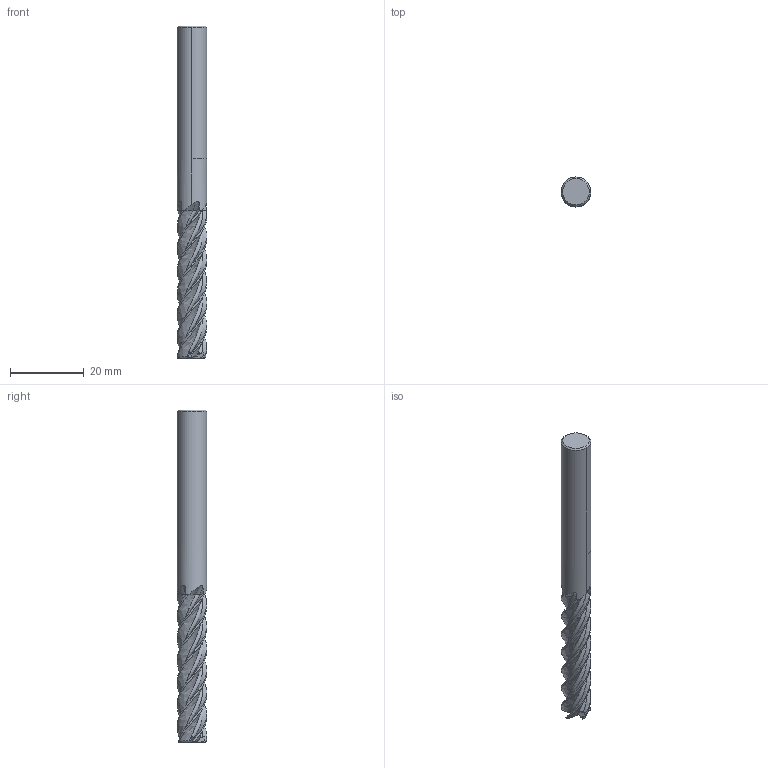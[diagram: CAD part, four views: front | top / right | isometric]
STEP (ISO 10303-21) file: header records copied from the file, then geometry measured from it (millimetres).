
FILE_DESCRIPTION(('no description'),'unknown implementation level');
FILE_NAME('EXPK1-M03-0133-8-Detail.stp',' ',('CIMSOURCE GmbH'),('CADClick - KiM GmbH - www.kimweb.de'),'unknown preprocess','ACIS','unknown authorization');
FILE_SCHEMA(('automotive_design'));
Length unit declared in the file: millimetre
Products named in the file (2): NOCUT; CUT
Bounding box: 8 x 8 x 90 mm (x, y, z)
Volume: 3601.8 mm3; surface area: 2705.4 mm2
Topology: 2 solids, 2 shells, 104 faces, 293 edges, 194 vertices
Faces by surface type: plane 29, bspline 25, cone 21, revolution 20, torus 5, cylinder 4
Entity records: 22197 total; most frequent: CARTESIAN_POINT 16563, STYLED_ITEM 593, PRESENTATION_STYLE_ASSIGNMENT 593, COLOUR_RGB 593, ORIENTED_EDGE 586, DIRECTION 325, EDGE_CURVE 293, CURVE_STYLE 293
